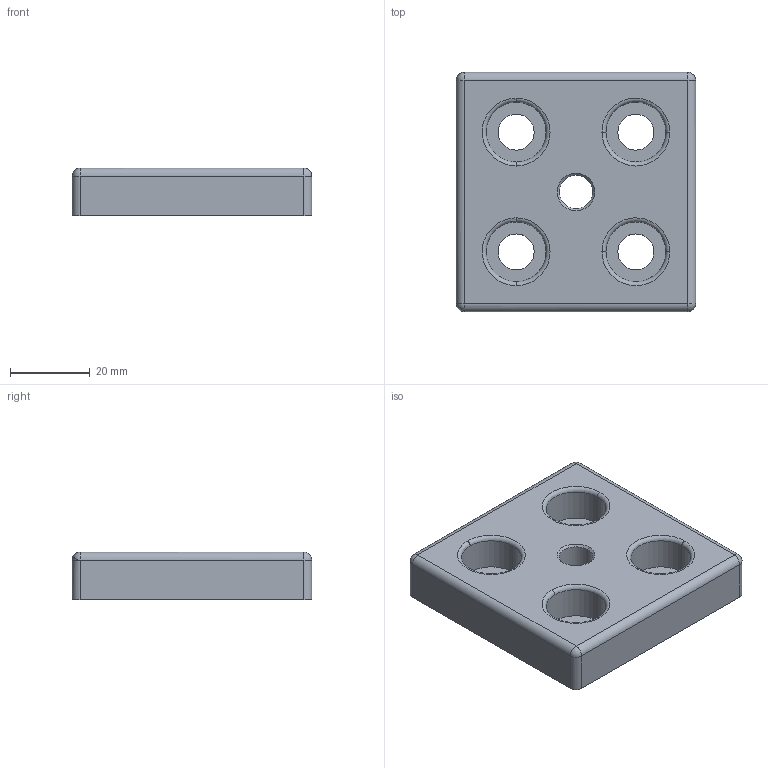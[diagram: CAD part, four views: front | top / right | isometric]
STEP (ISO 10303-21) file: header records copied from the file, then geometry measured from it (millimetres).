
FILE_DESCRIPTION (( 'STEP AP214' ), '1' );
FILE_NAME ('6438210', '2019-01-30T08:29:26', ( '' ), ('JUGARD+KÜNSTNER GmbH'), 'SwSTEP 2.0', 'SolidWorks 2017', '' );
FILE_SCHEMA (( 'AUTOMOTIVE_DESIGN' ));
Length unit declared in the file: millimetre
Products named in the file (1): 6438210
Bounding box: 60 x 60 x 12 mm (x, y, z)
Volume: 24895.7 mm3; surface area: 15629.3 mm2
Topology: 1 solids, 1 shells, 186 faces, 473 edges, 293 vertices
Faces by surface type: cylinder 87, torus 51, plane 26, sphere 18, cone 2, bspline 2
Entity records: 7103 total; most frequent: CARTESIAN_POINT 2459, DIRECTION 1087, ORIENTED_EDGE 922, AXIS2_PLACEMENT_3D 475, EDGE_CURVE 461, CIRCLE 290, VERTEX_POINT 285, EDGE_LOOP 204
